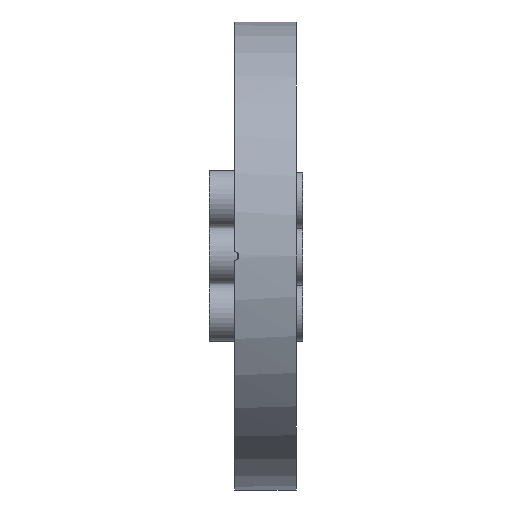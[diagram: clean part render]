
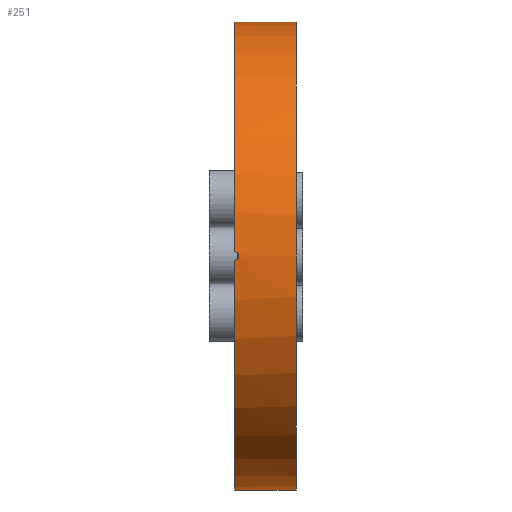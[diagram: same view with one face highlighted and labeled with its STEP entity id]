
A CAD part, left-side view. The second image highlights one B-rep face of the part: STEP entity #251.
In plain terms, the highlighted cylindrical face has radius 57.15 mm (diameter 114.3 mm), a partial arc.
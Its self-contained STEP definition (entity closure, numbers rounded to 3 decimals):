
#89 = EDGE_CURVE ( 'NONE', #12908, #764, #13247, .T. ) ;
#251 = ADVANCED_FACE ( 'NONE', ( #9117 ), #12638, .T. ) ;
#764 = VERTEX_POINT ( 'NONE', #3623 ) ;
#929 = EDGE_CURVE ( 'NONE', #10981, #15614, #7368, .T. ) ;
#1055 = CARTESIAN_POINT ( 'NONE',  ( -57.141, 0., -1. ) ) ;
#1875 = DIRECTION ( 'NONE',  ( 0., 0., 1. ) ) ;
#1983 = CARTESIAN_POINT ( 'NONE',  ( 0., -15., 0. ) ) ;
#2171 = CARTESIAN_POINT ( 'NONE',  ( 0., 0., -57.15 ) ) ;
#2228 = ORIENTED_EDGE ( 'NONE', *, *, #2743, .F. ) ;
#2482 = ORIENTED_EDGE ( 'NONE', *, *, #89, .T. ) ;
#2743 = EDGE_CURVE ( 'NONE', #14431, #764, #15911, .T. ) ;
#2760 = CARTESIAN_POINT ( 'NONE',  ( -57.15, -1., 0.131 ) ) ;
#2817 = CARTESIAN_POINT ( 'NONE',  ( -57.141, 0., 1. ) ) ;
#2910 = LINE ( 'NONE', #15663, #15760 ) ;
#3198 = DIRECTION ( 'NONE',  ( 0., 1., 0. ) ) ;
#3268 = CARTESIAN_POINT ( 'NONE',  ( 0., -15., -57.15 ) ) ;
#3468 = CARTESIAN_POINT ( 'NONE',  ( 0., 0., 0. ) ) ;
#3623 = CARTESIAN_POINT ( 'NONE',  ( -57.141, 0., -1. ) ) ;
#4025 = CARTESIAN_POINT ( 'NONE',  ( -57.15, -0.974, -0.261 ) ) ;
#4036 = CARTESIAN_POINT ( 'NONE',  ( 0., -15., 57.15 ) ) ;
#4278 = AXIS2_PLACEMENT_3D ( 'NONE', #3468, #8392, #13585 ) ;
#4546 = DIRECTION ( 'NONE',  ( 0., 1., 0. ) ) ;
#5307 = CARTESIAN_POINT ( 'NONE',  ( -57.143, -0.504, 0.874 ) ) ;
#5647 = CARTESIAN_POINT ( 'NONE',  ( 0., -15., 57.15 ) ) ;
#6044 = CARTESIAN_POINT ( 'NONE',  ( -57.148, -0.874, -0.503 ) ) ;
#6099 = CARTESIAN_POINT ( 'NONE',  ( -57.147, -0.801, -0.613 ) ) ;
#6615 = CARTESIAN_POINT ( 'NONE',  ( -57.142, -0.262, 0.974 ) ) ;
#6932 = ORIENTED_EDGE ( 'NONE', *, *, #7507, .F. ) ;
#7037 = VERTEX_POINT ( 'NONE', #3268 ) ;
#7079 = DIRECTION ( 'NONE',  ( 0., 0., 1. ) ) ;
#7368 = LINE ( 'NONE', #5647, #10880 ) ;
#7507 = EDGE_CURVE ( 'NONE', #12908, #15614, #16079, .T. ) ;
#7819 = EDGE_LOOP ( 'NONE', ( #14129, #12932, #12731, #6932, #2482, #2228 ) ) ;
#7859 = CARTESIAN_POINT ( 'NONE',  ( -57.15, -0.974, 0.263 ) ) ;
#8304 = DIRECTION ( 'NONE',  ( 0., 1., 0. ) ) ;
#8392 = DIRECTION ( 'NONE',  ( 0., 1., 0. ) ) ;
#8460 = AXIS2_PLACEMENT_3D ( 'NONE', #1983, #14323, #1875 ) ;
#9117 = FACE_OUTER_BOUND ( 'NONE', #7819, .T. ) ;
#9474 = CARTESIAN_POINT ( 'NONE',  ( 0., -15., 0. ) ) ;
#10064 = EDGE_CURVE ( 'NONE', #7037, #10981, #14950, .T. ) ;
#10305 = CARTESIAN_POINT ( 'NONE',  ( -57.144, -0.615, 0.799 ) ) ;
#10880 = VECTOR ( 'NONE', #3198, 1000. ) ;
#10981 = VERTEX_POINT ( 'NONE', #4036 ) ;
#11072 = AXIS2_PLACEMENT_3D ( 'NONE', #9474, #4546, #12118 ) ;
#11409 = AXIS2_PLACEMENT_3D ( 'NONE', #14696, #13345, #7079 ) ;
#11465 = CARTESIAN_POINT ( 'NONE',  ( -57.15, -1., -0.13 ) ) ;
#11572 = CARTESIAN_POINT ( 'NONE',  ( -57.147, -0.799, 0.615 ) ) ;
#11686 = CARTESIAN_POINT ( 'NONE',  ( 0., 0., 57.15 ) ) ;
#12118 = DIRECTION ( 'NONE',  ( 0., 0., 1. ) ) ;
#12362 = CARTESIAN_POINT ( 'NONE',  ( -57.143, -0.521, -0.893 ) ) ;
#12458 = EDGE_CURVE ( 'NONE', #7037, #14431, #2910, .T. ) ;
#12638 = CYLINDRICAL_SURFACE ( 'NONE', #8460, 57.15 ) ;
#12731 = ORIENTED_EDGE ( 'NONE', *, *, #929, .T. ) ;
#12826 = CARTESIAN_POINT ( 'NONE',  ( -57.148, -0.874, 0.503 ) ) ;
#12908 = VERTEX_POINT ( 'NONE', #14577 ) ;
#12932 = ORIENTED_EDGE ( 'NONE', *, *, #10064, .T. ) ;
#13247 = B_SPLINE_CURVE_WITH_KNOTS ( 'NONE', 3,
 ( #2817, #14077, #6615, #5307, #10305, #11572, #12826, #7859, #2760, #11465, #4025, #6044, #6099, #12362, #14740, #1055 ),
 .UNSPECIFIED., .F., .F.,
 ( 4, 2, 2, 2, 2, 2, 2, 4 ),
 ( 0., 0., 0.001, 0.001, 0.002, 0.002, 0.002, 0.003 ),
 .UNSPECIFIED. ) ;
#13345 = DIRECTION ( 'NONE',  ( 0., 1., 0. ) ) ;
#13585 = DIRECTION ( 'NONE',  ( 0., 0., 1. ) ) ;
#14077 = CARTESIAN_POINT ( 'NONE',  ( -57.141, -0.132, 1. ) ) ;
#14129 = ORIENTED_EDGE ( 'NONE', *, *, #12458, .F. ) ;
#14323 = DIRECTION ( 'NONE',  ( 0., 1., 0. ) ) ;
#14431 = VERTEX_POINT ( 'NONE', #2171 ) ;
#14577 = CARTESIAN_POINT ( 'NONE',  ( -57.141, 0., 1. ) ) ;
#14696 = CARTESIAN_POINT ( 'NONE',  ( 0., 0., 0. ) ) ;
#14740 = CARTESIAN_POINT ( 'NONE',  ( -57.141, -0.264, -1. ) ) ;
#14950 = CIRCLE ( 'NONE', #11072, 57.15 ) ;
#15614 = VERTEX_POINT ( 'NONE', #11686 ) ;
#15663 = CARTESIAN_POINT ( 'NONE',  ( 0., -15., -57.15 ) ) ;
#15760 = VECTOR ( 'NONE', #8304, 1000. ) ;
#15911 = CIRCLE ( 'NONE', #11409, 57.15 ) ;
#16079 = CIRCLE ( 'NONE', #4278, 57.15 ) ;
